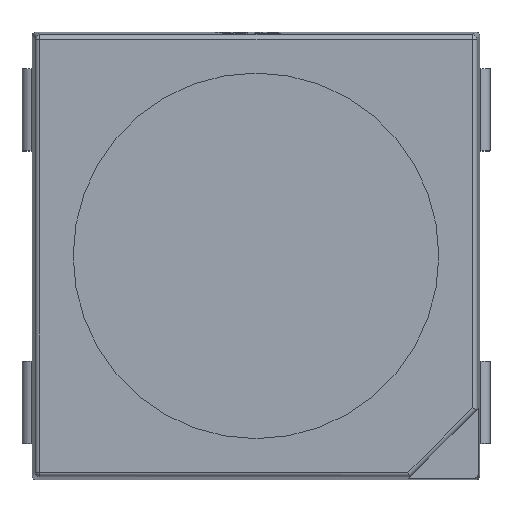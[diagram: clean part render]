
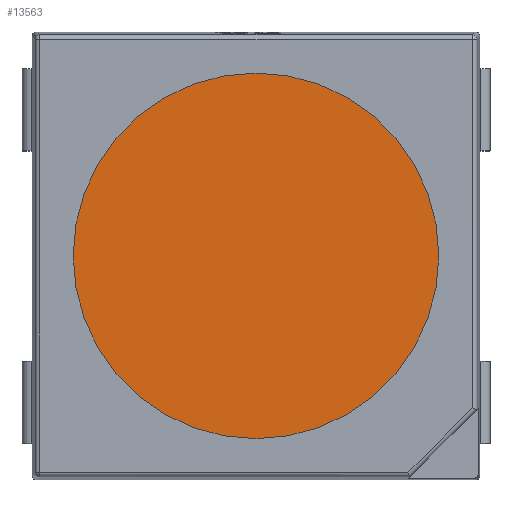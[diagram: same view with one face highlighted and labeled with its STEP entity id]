
A CAD part, top view. The second image highlights one B-rep face of the part: STEP entity #13563.
In plain terms, the highlighted planar face has unit normal (0, 0, 1).
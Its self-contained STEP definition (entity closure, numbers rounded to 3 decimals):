
#620 = CIRCLE ( 'NONE', #11516, 2. ) ;
#1917 = CARTESIAN_POINT ( 'NONE',  ( 0., 0., 1.6 ) ) ;
#3822 = DIRECTION ( 'NONE',  ( 1., 0., 0. ) ) ;
#3894 = CARTESIAN_POINT ( 'NONE',  ( 0., 0., 1.6 ) ) ;
#4155 = AXIS2_PLACEMENT_3D ( 'NONE', #1917, #7908, #13784 ) ;
#4772 = PLANE ( 'NONE',  #4155 ) ;
#4870 = VERTEX_POINT ( 'NONE', #17199 ) ;
#5657 = AXIS2_PLACEMENT_3D ( 'NONE', #3894, #9839, #15722 ) ;
#6772 = EDGE_CURVE ( 'NONE', #4870, #10430, #620, .T. ) ;
#7908 = DIRECTION ( 'NONE',  ( 0., 0., 1. ) ) ;
#9839 = DIRECTION ( 'NONE',  ( 0., 0., 1. ) ) ;
#10430 = VERTEX_POINT ( 'NONE', #15600 ) ;
#10634 = EDGE_LOOP ( 'NONE', ( #16393, #11218 ) ) ;
#11218 = ORIENTED_EDGE ( 'NONE', *, *, #12093, .T. ) ;
#11222 = CARTESIAN_POINT ( 'NONE',  ( 0., 0., 1.6 ) ) ;
#11516 = AXIS2_PLACEMENT_3D ( 'NONE', #11222, #17113, #3822 ) ;
#12093 = EDGE_CURVE ( 'NONE', #10430, #4870, #14023, .T. ) ;
#13563 = ADVANCED_FACE ( 'NONE', ( #18071 ), #4772, .T. ) ;
#13784 = DIRECTION ( 'NONE',  ( 1., 0., 0. ) ) ;
#14023 = CIRCLE ( 'NONE', #5657, 2. ) ;
#15600 = CARTESIAN_POINT ( 'NONE',  ( -2., 0., 1.6 ) ) ;
#15722 = DIRECTION ( 'NONE',  ( 1., 0., 0. ) ) ;
#16393 = ORIENTED_EDGE ( 'NONE', *, *, #6772, .T. ) ;
#17113 = DIRECTION ( 'NONE',  ( 0., 0., 1. ) ) ;
#17199 = CARTESIAN_POINT ( 'NONE',  ( 2., 0., 1.6 ) ) ;
#18071 = FACE_OUTER_BOUND ( 'NONE', #10634, .T. ) ;
